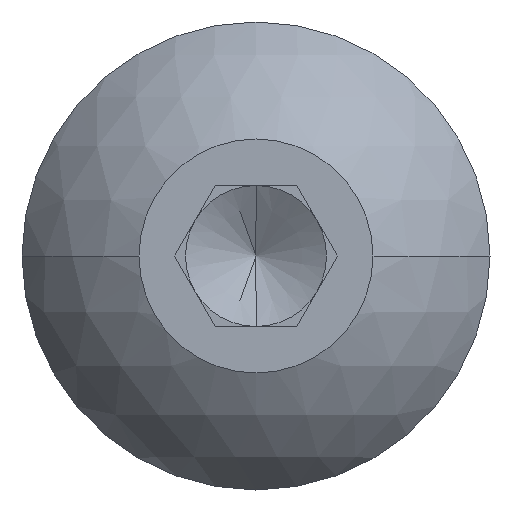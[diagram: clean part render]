
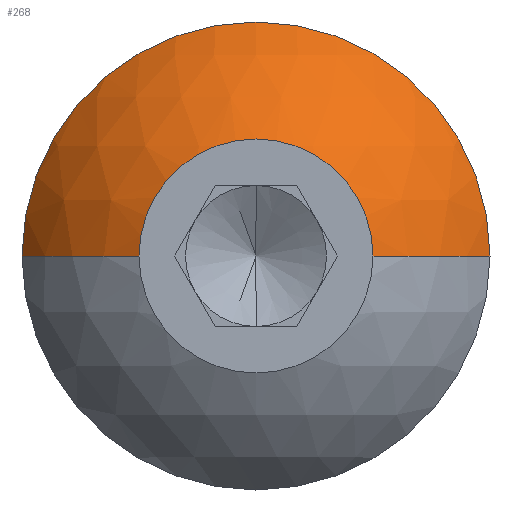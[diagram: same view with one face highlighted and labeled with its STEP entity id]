
A CAD part, left-side view. The second image highlights one B-rep face of the part: STEP entity #268.
In plain terms, the highlighted spherical face has radius 4.584 mm.
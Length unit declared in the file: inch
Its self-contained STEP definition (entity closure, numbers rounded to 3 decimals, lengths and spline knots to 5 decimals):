
#19 = EDGE_CURVE ( 'NONE', #31, #265, #295, .T. ) ;
#28 = EDGE_CURVE ( 'NONE', #122, #265, #197, .T. ) ;
#31 = VERTEX_POINT ( 'NONE', #192 ) ;
#110 = EDGE_CURVE ( 'NONE', #111, #31, #563, .T. ) ;
#111 = VERTEX_POINT ( 'NONE', #558 ) ;
#119 = VERTEX_POINT ( 'NONE', #542 ) ;
#121 = EDGE_CURVE ( 'NONE', #119, #122, #541, .T. ) ;
#122 = VERTEX_POINT ( 'NONE', #505 ) ;
#192 = CARTESIAN_POINT ( 'NONE',  ( 0.072, 0.156, 0. ) ) ;
#193 = DIRECTION ( 'NONE',  ( 0., 0., 1. ) ) ;
#194 = DIRECTION ( 'NONE',  ( -1., 0., 0. ) ) ;
#195 = CARTESIAN_POINT ( 'NONE',  ( 0., 0., 0. ) ) ;
#196 = AXIS2_PLACEMENT_3D ( 'NONE', #195, #194, #193 ) ;
#197 = CIRCLE ( 'NONE', #196, 0.078 ) ;
#249 = ORIENTED_EDGE ( 'NONE', *, *, #110, .T. ) ;
#250 = ORIENTED_EDGE ( 'NONE', *, *, #19, .T. ) ;
#251 = ORIENTED_EDGE ( 'NONE', *, *, #28, .F. ) ;
#265 = VERTEX_POINT ( 'NONE', #580 ) ;
#268 = ADVANCED_FACE ( 'NONE', ( #575 ), #574, .T. ) ;
#269 = EDGE_LOOP ( 'NONE', ( #270, #271, #249, #250, #251 ) ) ;
#270 = ORIENTED_EDGE ( 'NONE', *, *, #121, .F. ) ;
#271 = ORIENTED_EDGE ( 'NONE', *, *, #272, .T. ) ;
#272 = EDGE_CURVE ( 'NONE', #119, #111, #569, .T. ) ;
#291 = DIRECTION ( 'NONE',  ( 1., 0., 0. ) ) ;
#292 = DIRECTION ( 'NONE',  ( 0., 0., 1. ) ) ;
#293 = CARTESIAN_POINT ( 'NONE',  ( 0.16275, 0., 0. ) ) ;
#294 = AXIS2_PLACEMENT_3D ( 'NONE', #293, #292, #291 ) ;
#295 = CIRCLE ( 'NONE', #294, 0.18048 ) ;
#505 = CARTESIAN_POINT ( 'NONE',  ( 0., -0.078, 0. ) ) ;
#537 = DIRECTION ( 'NONE',  ( 0., 1., 0. ) ) ;
#538 = DIRECTION ( 'NONE',  ( 0., 0., -1. ) ) ;
#539 = CARTESIAN_POINT ( 'NONE',  ( 0.16275, 0., 0. ) ) ;
#540 = AXIS2_PLACEMENT_3D ( 'NONE', #539, #538, #537 ) ;
#541 = CIRCLE ( 'NONE', #540, 0.18048 ) ;
#542 = CARTESIAN_POINT ( 'NONE',  ( 0.072, -0.156, 0. ) ) ;
#558 = CARTESIAN_POINT ( 'NONE',  ( 0.072, 0., 0.156 ) ) ;
#559 = DIRECTION ( 'NONE',  ( 0., 0., 1. ) ) ;
#560 = DIRECTION ( 'NONE',  ( -1., 0., 0. ) ) ;
#561 = CARTESIAN_POINT ( 'NONE',  ( 0.072, 0., 0. ) ) ;
#562 = AXIS2_PLACEMENT_3D ( 'NONE', #561, #560, #559 ) ;
#563 = CIRCLE ( 'NONE', #562, 0.156 ) ;
#569 = CIRCLE ( 'NONE', #622, 0.156 ) ;
#570 = DIRECTION ( 'NONE',  ( 0., 1., 0. ) ) ;
#571 = DIRECTION ( 'NONE',  ( 0., 0., -1. ) ) ;
#572 = CARTESIAN_POINT ( 'NONE',  ( 0.16275, 0., 0. ) ) ;
#573 = AXIS2_PLACEMENT_3D ( 'NONE', #572, #571, #570 ) ;
#574 = SPHERICAL_SURFACE ( 'NONE', #573, 0.18048 ) ;
#575 = FACE_OUTER_BOUND ( 'NONE', #269, .T. ) ;
#580 = CARTESIAN_POINT ( 'NONE',  ( 0., 0.078, 0. ) ) ;
#619 = DIRECTION ( 'NONE',  ( 0., 0., 1. ) ) ;
#620 = DIRECTION ( 'NONE',  ( -1., 0., 0. ) ) ;
#621 = CARTESIAN_POINT ( 'NONE',  ( 0.072, 0., 0. ) ) ;
#622 = AXIS2_PLACEMENT_3D ( 'NONE', #621, #620, #619 ) ;
